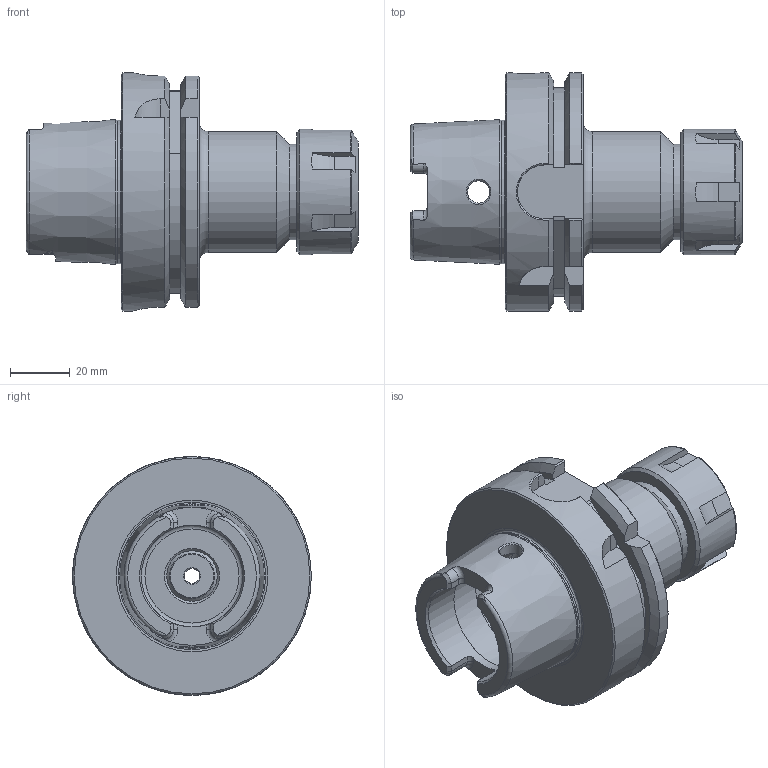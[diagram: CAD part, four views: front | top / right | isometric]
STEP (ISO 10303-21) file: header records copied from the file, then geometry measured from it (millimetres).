
FILE_DESCRIPTION((''),'2;1');
FILE_NAME('H63-25ER3.stp','2014-08-22T10:18:01',('kaykin'),(''),'Autodesk Inventor 2012','Autodesk Inventor 2012','');
FILE_SCHEMA(('AUTOMOTIVE_DESIGN { 1 0 10303 214 1 1 1 1 }'));
Length unit declared in the file: inch
Products named in the file (4): H63-25ER3; H63-25ER3-1; BS-11; 25ERN
Assembly tree (3 placements, depth 2):
  H63-25ER3
    H63-25ER3-1
    BS-11
    25ERN
Bounding box: 111.25 x 80 x 80 mm (x, y, z)
Volume: 179669.2 mm3; surface area: 43518.6 mm2
Topology: 3 solids, 3 shells, 213 faces, 551 edges, 351 vertices
Faces by surface type: plane 91, cylinder 55, cone 37, torus 19, bspline 11
Full cylindrical faces by diameter (mm): 7.112 x1, 7.5 x2, 8.4 x1, 10 x1, 15.113 x2, 15.748 x1, 16.916 x1, 17.297 x1, 18.034 x1, 19.016 x1, 20.18 x1, 26.86 x1, 30.5 x1, 32 x1, 32.88 x1, 34 x2, 40 x1, 40.513 x1, 42 x1, 48.041 x1, 80 x1
Entity records: 7353 total; most frequent: CARTESIAN_POINT 2417, ORIENTED_EDGE 968, DIRECTION 912, EDGE_CURVE 484, AXIS2_PLACEMENT_3D 371, VERTEX_POINT 338, EDGE_LOOP 284, FACE_OUTER_BOUND 213
